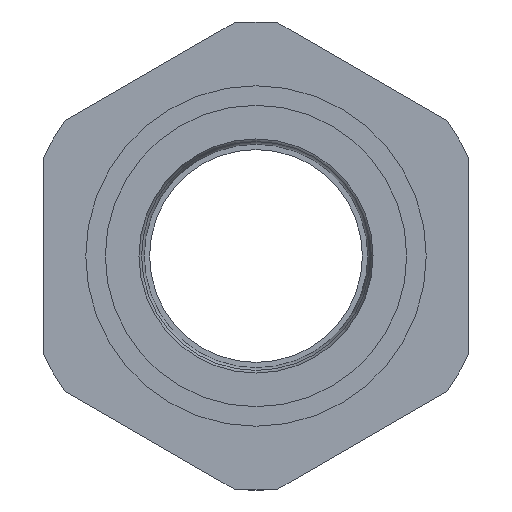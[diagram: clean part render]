
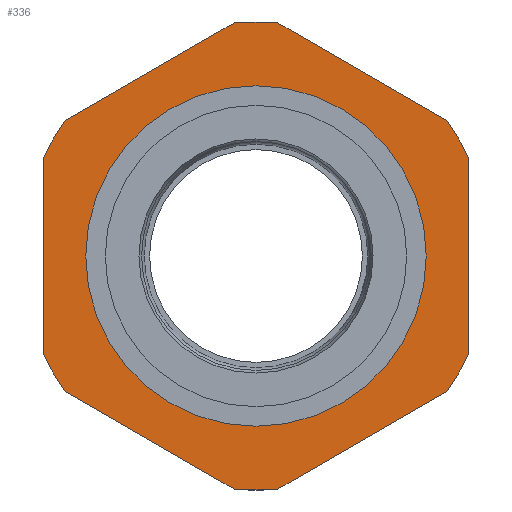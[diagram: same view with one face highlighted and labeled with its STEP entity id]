
A CAD part, front view. The second image highlights one B-rep face of the part: STEP entity #336.
In plain terms, the highlighted planar face has unit normal (0, -1, 0).
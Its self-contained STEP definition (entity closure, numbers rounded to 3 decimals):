
#1 = CIRCLE ( 'NONE', #960, 11. ) ;
#14 = VECTOR ( 'NONE', #1318, 1000. ) ;
#18 = CARTESIAN_POINT ( 'NONE',  ( 1.031, -6.35, -10.952 ) ) ;
#71 = CARTESIAN_POINT ( 'NONE',  ( -10., -6.35, 5.774 ) ) ;
#76 = VERTEX_POINT ( 'NONE', #1175 ) ;
#83 = CARTESIAN_POINT ( 'NONE',  ( 10., -6.35, 5.774 ) ) ;
#87 = CARTESIAN_POINT ( 'NONE',  ( 0., -6.35, -7.08 ) ) ;
#100 = EDGE_CURVE ( 'NONE', #1086, #76, #1073, .T. ) ;
#102 = ORIENTED_EDGE ( 'NONE', *, *, #1501, .F. ) ;
#115 = CIRCLE ( 'NONE', #766, 7.08 ) ;
#116 = DIRECTION ( 'NONE',  ( 0., -1., 0. ) ) ;
#117 = FACE_OUTER_BOUND ( 'NONE', #747, .T. ) ;
#123 = VERTEX_POINT ( 'NONE', #1319 ) ;
#129 = DIRECTION ( 'NONE',  ( 0., -1., 0. ) ) ;
#131 = EDGE_CURVE ( 'NONE', #123, #891, #958, .T. ) ;
#155 = VERTEX_POINT ( 'NONE', #923 ) ;
#180 = AXIS2_PLACEMENT_3D ( 'NONE', #1327, #263, #945 ) ;
#202 = DIRECTION ( 'NONE',  ( 0., 0., -1. ) ) ;
#203 = VERTEX_POINT ( 'NONE', #993 ) ;
#249 = CARTESIAN_POINT ( 'NONE',  ( -10., -6.35, -4.583 ) ) ;
#257 = CIRCLE ( 'NONE', #180, 11. ) ;
#263 = DIRECTION ( 'NONE',  ( 0., -1., 0. ) ) ;
#283 = VECTOR ( 'NONE', #609, 1000. ) ;
#297 = EDGE_CURVE ( 'NONE', #443, #1086, #1462, .T. ) ;
#319 = ORIENTED_EDGE ( 'NONE', *, *, #532, .T. ) ;
#336 = ADVANCED_FACE ( 'NONE', ( #1534, #117 ), #1518, .F. ) ;
#349 = VERTEX_POINT ( 'NONE', #1015 ) ;
#356 = VECTOR ( 'NONE', #1452, 1000. ) ;
#400 = ORIENTED_EDGE ( 'NONE', *, *, #1311, .T. ) ;
#443 = VERTEX_POINT ( 'NONE', #1305 ) ;
#444 = ORIENTED_EDGE ( 'NONE', *, *, #131, .T. ) ;
#459 = DIRECTION ( 'NONE',  ( 0.866, 0., 0.5 ) ) ;
#476 = DIRECTION ( 'NONE',  ( 0., -1., 0. ) ) ;
#524 = CIRCLE ( 'NONE', #1469, 11. ) ;
#532 = EDGE_CURVE ( 'NONE', #1078, #709, #1542, .T. ) ;
#537 = DIRECTION ( 'NONE',  ( 0., 0., -1. ) ) ;
#542 = DIRECTION ( 'NONE',  ( 0.866, 0., -0.5 ) ) ;
#544 = CARTESIAN_POINT ( 'NONE',  ( -1.031, -6.35, -10.952 ) ) ;
#591 = EDGE_CURVE ( 'NONE', #76, #155, #257, .T. ) ;
#609 = DIRECTION ( 'NONE',  ( -0.866, 0., -0.5 ) ) ;
#616 = DIRECTION ( 'NONE',  ( 0., -1., 0. ) ) ;
#617 = DIRECTION ( 'NONE',  ( 0., 1., 0. ) ) ;
#625 = ORIENTED_EDGE ( 'NONE', *, *, #100, .T. ) ;
#644 = EDGE_LOOP ( 'NONE', ( #102 ) ) ;
#647 = ORIENTED_EDGE ( 'NONE', *, *, #1584, .T. ) ;
#648 = EDGE_CURVE ( 'NONE', #349, #1078, #1, .T. ) ;
#657 = VECTOR ( 'NONE', #459, 1000. ) ;
#690 = AXIS2_PLACEMENT_3D ( 'NONE', #1575, #914, #1666 ) ;
#691 = ORIENTED_EDGE ( 'NONE', *, *, #1545, .T. ) ;
#702 = AXIS2_PLACEMENT_3D ( 'NONE', #843, #975, #1485 ) ;
#704 = ORIENTED_EDGE ( 'NONE', *, *, #1381, .T. ) ;
#709 = VERTEX_POINT ( 'NONE', #249 ) ;
#714 = AXIS2_PLACEMENT_3D ( 'NONE', #752, #616, #1126 ) ;
#727 = ORIENTED_EDGE ( 'NONE', *, *, #875, .T. ) ;
#747 = EDGE_LOOP ( 'NONE', ( #400, #1093, #625, #1350, #727, #1077, #319, #704, #444, #691, #647, #1149 ) ) ;
#752 = CARTESIAN_POINT ( 'NONE',  ( 0., -6.35, 0. ) ) ;
#766 = AXIS2_PLACEMENT_3D ( 'NONE', #929, #129, #537 ) ;
#820 = CARTESIAN_POINT ( 'NONE',  ( 0., -6.35, -11.547 ) ) ;
#843 = CARTESIAN_POINT ( 'NONE',  ( 0., -6.35, 0. ) ) ;
#870 = DIRECTION ( 'NONE',  ( 0., 0., 1. ) ) ;
#875 = EDGE_CURVE ( 'NONE', #155, #349, #1621, .T. ) ;
#891 = VERTEX_POINT ( 'NONE', #544 ) ;
#914 = DIRECTION ( 'NONE',  ( 0., -1., 0. ) ) ;
#923 = CARTESIAN_POINT ( 'NONE',  ( -1.031, -6.35, 10.952 ) ) ;
#929 = CARTESIAN_POINT ( 'NONE',  ( 0., -6.35, 0. ) ) ;
#943 = CIRCLE ( 'NONE', #714, 11. ) ;
#945 = DIRECTION ( 'NONE',  ( 0., 0., -1. ) ) ;
#958 = LINE ( 'NONE', #820, #1263 ) ;
#960 = AXIS2_PLACEMENT_3D ( 'NONE', #1359, #476, #1209 ) ;
#962 = CARTESIAN_POINT ( 'NONE',  ( 8.969, -6.35, 6.369 ) ) ;
#971 = CARTESIAN_POINT ( 'NONE',  ( -10., -6.35, 4.583 ) ) ;
#975 = DIRECTION ( 'NONE',  ( 0., -1., 0. ) ) ;
#993 = CARTESIAN_POINT ( 'NONE',  ( 10., -6.35, -4.583 ) ) ;
#997 = DIRECTION ( 'NONE',  ( 0., 0., 1. ) ) ;
#998 = CARTESIAN_POINT ( 'NONE',  ( 0., -6.35, 0. ) ) ;
#1015 = CARTESIAN_POINT ( 'NONE',  ( -8.969, -6.35, 6.369 ) ) ;
#1073 = LINE ( 'NONE', #1583, #356 ) ;
#1077 = ORIENTED_EDGE ( 'NONE', *, *, #648, .T. ) ;
#1078 = VERTEX_POINT ( 'NONE', #971 ) ;
#1086 = VERTEX_POINT ( 'NONE', #962 ) ;
#1093 = ORIENTED_EDGE ( 'NONE', *, *, #297, .T. ) ;
#1126 = DIRECTION ( 'NONE',  ( 0., 0., -1. ) ) ;
#1135 = CARTESIAN_POINT ( 'NONE',  ( -11., -6.35, 0. ) ) ;
#1140 = EDGE_CURVE ( 'NONE', #1233, #203, #1355, .T. ) ;
#1149 = ORIENTED_EDGE ( 'NONE', *, *, #1140, .T. ) ;
#1175 = CARTESIAN_POINT ( 'NONE',  ( 1.031, -6.35, 10.952 ) ) ;
#1182 = CARTESIAN_POINT ( 'NONE',  ( -10., -6.35, -5.774 ) ) ;
#1209 = DIRECTION ( 'NONE',  ( 0., 0., -1. ) ) ;
#1233 = VERTEX_POINT ( 'NONE', #1308 ) ;
#1237 = AXIS2_PLACEMENT_3D ( 'NONE', #1135, #617, #870 ) ;
#1238 = LINE ( 'NONE', #1492, #657 ) ;
#1243 = VERTEX_POINT ( 'NONE', #87 ) ;
#1263 = VECTOR ( 'NONE', #542, 1000. ) ;
#1276 = VECTOR ( 'NONE', #997, 1000. ) ;
#1305 = CARTESIAN_POINT ( 'NONE',  ( 10., -6.35, 4.583 ) ) ;
#1308 = CARTESIAN_POINT ( 'NONE',  ( 8.969, -6.35, -6.369 ) ) ;
#1311 = EDGE_CURVE ( 'NONE', #203, #443, #1516, .T. ) ;
#1318 = DIRECTION ( 'NONE',  ( 0., 0., -1. ) ) ;
#1319 = CARTESIAN_POINT ( 'NONE',  ( -8.969, -6.35, -6.369 ) ) ;
#1327 = CARTESIAN_POINT ( 'NONE',  ( 0., -6.35, 0. ) ) ;
#1350 = ORIENTED_EDGE ( 'NONE', *, *, #591, .T. ) ;
#1355 = CIRCLE ( 'NONE', #690, 11. ) ;
#1359 = CARTESIAN_POINT ( 'NONE',  ( 0., -6.35, 0. ) ) ;
#1381 = EDGE_CURVE ( 'NONE', #709, #123, #943, .T. ) ;
#1452 = DIRECTION ( 'NONE',  ( -0.866, 0., 0.5 ) ) ;
#1462 = CIRCLE ( 'NONE', #702, 11. ) ;
#1469 = AXIS2_PLACEMENT_3D ( 'NONE', #998, #116, #202 ) ;
#1485 = DIRECTION ( 'NONE',  ( 0., 0., -1. ) ) ;
#1492 = CARTESIAN_POINT ( 'NONE',  ( 10., -6.35, -5.774 ) ) ;
#1496 = VERTEX_POINT ( 'NONE', #18 ) ;
#1501 = EDGE_CURVE ( 'NONE', #1243, #1243, #115, .T. ) ;
#1516 = LINE ( 'NONE', #83, #1276 ) ;
#1518 = PLANE ( 'NONE',  #1237 ) ;
#1534 = FACE_BOUND ( 'NONE', #644, .T. ) ;
#1542 = LINE ( 'NONE', #1182, #14 ) ;
#1545 = EDGE_CURVE ( 'NONE', #891, #1496, #524, .T. ) ;
#1575 = CARTESIAN_POINT ( 'NONE',  ( 0., -6.35, 0. ) ) ;
#1583 = CARTESIAN_POINT ( 'NONE',  ( 0., -6.35, 11.547 ) ) ;
#1584 = EDGE_CURVE ( 'NONE', #1496, #1233, #1238, .T. ) ;
#1621 = LINE ( 'NONE', #71, #283 ) ;
#1666 = DIRECTION ( 'NONE',  ( 0., 0., -1. ) ) ;
